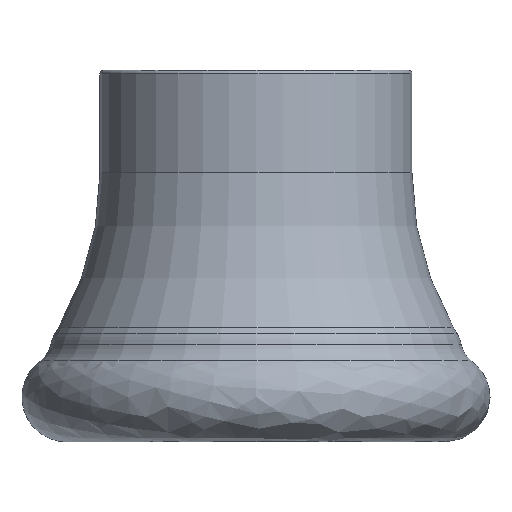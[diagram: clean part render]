
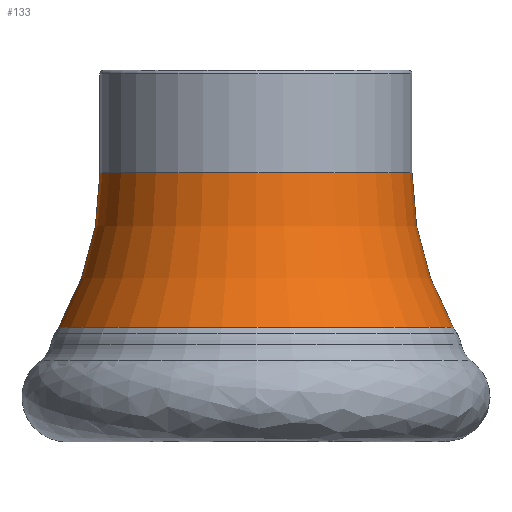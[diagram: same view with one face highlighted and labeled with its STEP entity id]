
A CAD part, front view. The second image highlights one B-rep face of the part: STEP entity #133.
In plain terms, the highlighted toroidal (fillet/blend) face has major radius 62.681 mm and minor radius 41.681 mm.
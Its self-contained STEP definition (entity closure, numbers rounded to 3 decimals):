
#111=TOROIDAL_SURFACE('',#541,62.681,41.681);
#133=ADVANCED_FACE('',(#171,#172),#111,.F.);
#171=FACE_BOUND('',#230,.T.);
#172=FACE_BOUND('',#231,.T.);
#230=EDGE_LOOP('',(#288));
#231=EDGE_LOOP('',(#289));
#288=ORIENTED_EDGE('',*,*,#375,.F.);
#289=ORIENTED_EDGE('',*,*,#376,.T.);
#345=VERTEX_POINT('',#766);
#346=VERTEX_POINT('',#769);
#375=EDGE_CURVE('',#345,#345,#404,.T.);
#376=EDGE_CURVE('',#346,#346,#405,.T.);
#404=CIRCLE('',#538,21.);
#405=CIRCLE('',#540,26.565);
#538=AXIS2_PLACEMENT_3D('',#765,#624,#625);
#540=AXIS2_PLACEMENT_3D('',#768,#628,#629);
#541=AXIS2_PLACEMENT_3D('',#770,#630,#631);
#624=DIRECTION('',(0.,0.,1.));
#625=DIRECTION('',(1.,0.,0.));
#628=DIRECTION('',(0.,0.,1.));
#629=DIRECTION('',(1.,0.,0.));
#630=DIRECTION('',(0.,0.,1.));
#631=DIRECTION('',(1.,0.,0.));
#765=CARTESIAN_POINT('',(0.,0.,-13.778));
#766=CARTESIAN_POINT('',(21.,0.,-13.778));
#768=CARTESIAN_POINT('',(0.,0.,-34.586));
#769=CARTESIAN_POINT('',(26.565,0.,-34.586));
#770=CARTESIAN_POINT('',(0.,0.,-13.778));
